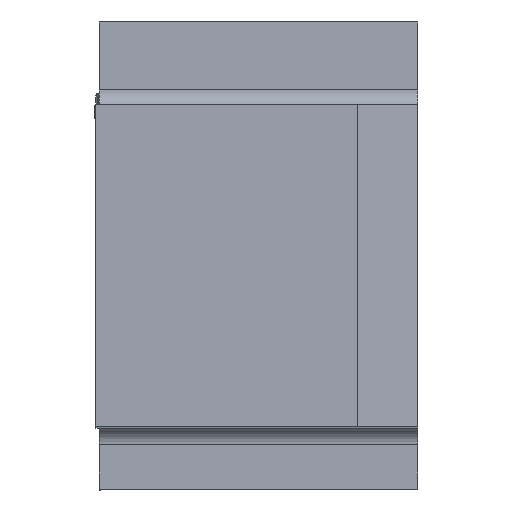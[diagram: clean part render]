
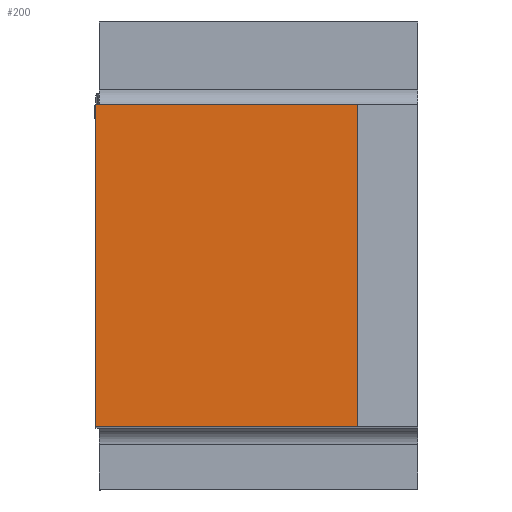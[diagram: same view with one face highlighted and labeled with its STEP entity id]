
A CAD part, top view. The second image highlights one B-rep face of the part: STEP entity #200.
In plain terms, the highlighted planar face has unit normal (0, 0, 1).
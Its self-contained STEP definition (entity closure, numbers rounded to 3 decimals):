
#200=ADVANCED_FACE('CU_BACK_SU1',(#329),#286,.F.);
#286=PLANE('',#1829);
#329=FACE_OUTER_BOUND('',#415,.T.);
#415=EDGE_LOOP('',(#609,#610,#611,#612));
#609=ORIENTED_EDGE('',*,*,#1199,.T.);
#610=ORIENTED_EDGE('',*,*,#1243,.T.);
#611=ORIENTED_EDGE('',*,*,#1209,.T.);
#612=ORIENTED_EDGE('',*,*,#1244,.F.);
#1039=VERTEX_POINT('',#2470);
#1040=VERTEX_POINT('',#2472);
#1044=VERTEX_POINT('',#2482);
#1048=VERTEX_POINT('',#2490);
#1199=EDGE_CURVE('',#1040,#1039,#1437,.T.);
#1209=EDGE_CURVE('',#1044,#1048,#1445,.T.);
#1243=EDGE_CURVE('',#1039,#1044,#1466,.T.);
#1244=EDGE_CURVE('',#1040,#1048,#1467,.T.);
#1437=LINE('',#2471,#1582);
#1445=LINE('',#2491,#1590);
#1466=LINE('',#2582,#1611);
#1467=LINE('',#2583,#1612);
#1582=VECTOR('',#1990,1.);
#1590=VECTOR('',#2004,1.);
#1611=VECTOR('',#2053,1.);
#1612=VECTOR('',#2054,1.);
#1829=AXIS2_PLACEMENT_3D('',#2584,#2055,#2056);
#1990=DIRECTION('',(1.,0.,0.));
#2004=DIRECTION('',(-1.,0.,0.));
#2053=DIRECTION('',(0.,1.,0.));
#2054=DIRECTION('',(0.,1.,0.));
#2055=DIRECTION('',(0.,0.,-1.));
#2056=DIRECTION('',(-1.,0.,0.));
#2470=CARTESIAN_POINT('',(-2.974,0.,0.));
#2471=CARTESIAN_POINT('',(22.796,0.,0.));
#2472=CARTESIAN_POINT('',(-15.925,0.,0.));
#2482=CARTESIAN_POINT('',(-2.974,15.925,0.));
#2490=CARTESIAN_POINT('',(-15.925,15.925,0.));
#2491=CARTESIAN_POINT('',(22.796,15.925,0.));
#2582=CARTESIAN_POINT('',(-2.974,0.,0.));
#2583=CARTESIAN_POINT('',(-15.925,35.925,0.));
#2584=CARTESIAN_POINT('',(22.796,35.925,0.));
